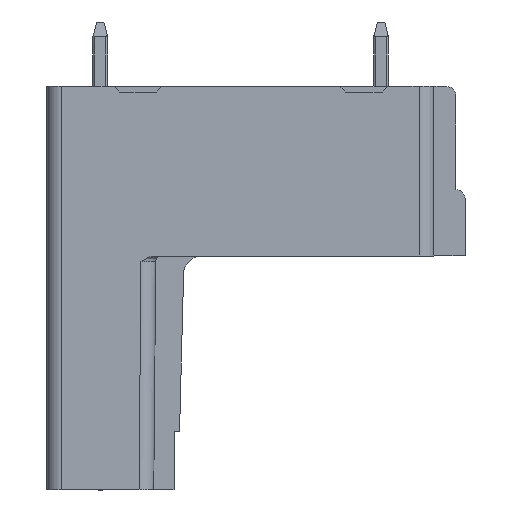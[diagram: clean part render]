
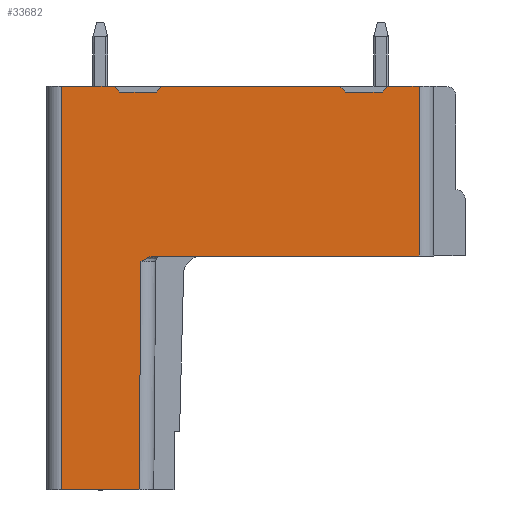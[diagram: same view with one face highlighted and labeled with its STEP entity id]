
A CAD part, left-side view. The second image highlights one B-rep face of the part: STEP entity #33682.
In plain terms, the highlighted planar face has unit normal (-1, 0, 0).
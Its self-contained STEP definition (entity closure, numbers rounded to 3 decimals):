
#517=CARTESIAN_POINT('',(-40.9,5.537,
0.));
#1473=DIRECTION('',(0.,1.,0.));
#1474=VECTOR('',#1473,2.85);
#1475=CARTESIAN_POINT('',(-40.9,7.75,9.2));
#1476=LINE('',#1475,#1474);
#4938=DIRECTION('',(0.,1.,0.));
#4939=VECTOR('',#4938,14.337);
#4940=CARTESIAN_POINT('',(-40.9,-8.8,
0.));
#4941=LINE('',#4940,#4939);
#4942=CARTESIAN_POINT('',(-40.9,5.537,
0.));
#4943=CARTESIAN_POINT('',(-40.9,5.563,
0.));
#4944=CARTESIAN_POINT('',(-40.9,5.618,
-0.002));
#4945=CARTESIAN_POINT('',(-40.9,5.71,
-0.018));
#4946=CARTESIAN_POINT('',(-40.9,5.81,
-0.046));
#4947=CARTESIAN_POINT('',(-40.9,5.918,
-0.089));
#4948=CARTESIAN_POINT('',(-40.9,6.033,
-0.146));
#4949=CARTESIAN_POINT('',(-40.9,6.157,
-0.216));
#4950=CARTESIAN_POINT('',(-40.9,6.245,
-0.271));
#4951=CARTESIAN_POINT('',(-40.9,6.292,
-0.3));
#4953=DIRECTION('',(0.,0.009,-1.));
#4954=VECTOR('',#4953,12.4);
#4955=CARTESIAN_POINT('',(-40.9,6.292,
-0.3));
#4956=LINE('',#4955,#4954);
#4957=DIRECTION('',(0.,1.,0.));
#4958=VECTOR('',#4957,4.2);
#4959=CARTESIAN_POINT('',(-40.9,6.4,-12.7));
#4960=LINE('',#4959,#4958);
#4961=DIRECTION('',(0.,-0.707,-0.707));
#4962=VECTOR('',#4961,0.424);
#4963=CARTESIAN_POINT('',(-40.9,7.75,9.2));
#4964=LINE('',#4963,#4962);
#4965=DIRECTION('',(0.,-0.707,0.707));
#4966=VECTOR('',#4965,0.424);
#4967=CARTESIAN_POINT('',(-40.9,5.45,8.9));
#4968=LINE('',#4967,#4966);
#4969=DIRECTION('',(0.,-1.,0.));
#4970=VECTOR('',#4969,9.65);
#4971=CARTESIAN_POINT('',(-40.9,5.15,9.2));
#4972=LINE('',#4971,#4970);
#4973=DIRECTION('',(0.,-0.707,-0.707));
#4974=VECTOR('',#4973,0.424);
#4975=CARTESIAN_POINT('',(-40.9,-4.5,9.2));
#4976=LINE('',#4975,#4974);
#4977=DIRECTION('',(0.,-0.707,0.707));
#4978=VECTOR('',#4977,0.424);
#4979=CARTESIAN_POINT('',(-40.9,-6.8,8.9));
#4980=LINE('',#4979,#4978);
#4981=DIRECTION('',(0.,-1.,0.));
#4982=VECTOR('',#4981,1.7);
#4983=CARTESIAN_POINT('',(-40.9,-7.1,9.2));
#4984=LINE('',#4983,#4982);
#4985=DIRECTION('',(0.,0.,-1.));
#4986=VECTOR('',#4985,9.2);
#4987=CARTESIAN_POINT('',(-40.9,-8.8,9.2));
#4988=LINE('',#4987,#4986);
#5892=DIRECTION('',(0.,1.,0.));
#5893=VECTOR('',#5892,2.);
#5894=CARTESIAN_POINT('',(-40.9,5.45,8.9));
#5895=LINE('',#5894,#5893);
#14196=DIRECTION('',(0.,0.,-1.));
#14197=VECTOR('',#14196,21.9);
#14198=CARTESIAN_POINT('',(-40.9,10.6,9.2));
#14199=LINE('',#14198,#14197);
#14332=DIRECTION('',(0.,1.,0.));
#14333=VECTOR('',#14332,2.);
#14334=CARTESIAN_POINT('',(-40.9,-6.8,8.9));
#14335=LINE('',#14334,#14333);
#22588=VERTEX_POINT('',#517);
#22589=CARTESIAN_POINT('',(-40.9,-8.8,
0.));
#22590=VERTEX_POINT('',#22589);
#22751=CARTESIAN_POINT('',(-40.9,-8.8,9.2));
#22752=VERTEX_POINT('',#22751);
#22753=CARTESIAN_POINT('',(-40.9,-7.1,9.2));
#22754=VERTEX_POINT('',#22753);
#22759=CARTESIAN_POINT('',(-40.9,-4.5,9.2));
#22760=VERTEX_POINT('',#22759);
#22761=CARTESIAN_POINT('',(-40.9,5.15,9.2));
#22762=VERTEX_POINT('',#22761);
#22771=CARTESIAN_POINT('',(-40.9,7.75,9.2));
#22772=VERTEX_POINT('',#22771);
#22773=CARTESIAN_POINT('',(-40.9,10.6,9.2));
#22774=VERTEX_POINT('',#22773);
#22854=VERTEX_POINT('',#4951);
#22855=CARTESIAN_POINT('',(-40.9,6.4,-12.7));
#22856=VERTEX_POINT('',#22855);
#22857=CARTESIAN_POINT('',(-40.9,10.6,-12.7));
#22858=VERTEX_POINT('',#22857);
#22859=CARTESIAN_POINT('',(-40.9,7.45,8.9));
#22860=VERTEX_POINT('',#22859);
#22861=CARTESIAN_POINT('',(-40.9,5.45,8.9));
#22862=VERTEX_POINT('',#22861);
#22863=CARTESIAN_POINT('',(-40.9,-4.8,8.9));
#22864=VERTEX_POINT('',#22863);
#22865=CARTESIAN_POINT('',(-40.9,-6.8,8.9));
#22866=VERTEX_POINT('',#22865);
#33650=CARTESIAN_POINT('',(-40.9,5.192,-0.3));
#33651=DIRECTION('',(-1.,0.,0.));
#33652=DIRECTION('',(0.,-1.,0.));
#33653=AXIS2_PLACEMENT_3D('',#33650,#33651,#33652);
#33654=PLANE('',#33653);
#33655=ORIENTED_EDGE('',*,*,#27758,.T.);
#33657=ORIENTED_EDGE('',*,*,#33656,.T.);
#33659=ORIENTED_EDGE('',*,*,#33658,.T.);
#33661=ORIENTED_EDGE('',*,*,#33660,.T.);
#33663=ORIENTED_EDGE('',*,*,#33662,.F.);
#33664=ORIENTED_EDGE('',*,*,#28470,.F.);
#33666=ORIENTED_EDGE('',*,*,#33665,.T.);
#33668=ORIENTED_EDGE('',*,*,#33667,.F.);
#33670=ORIENTED_EDGE('',*,*,#33669,.T.);
#33671=ORIENTED_EDGE('',*,*,#28454,.T.);
#33673=ORIENTED_EDGE('',*,*,#33672,.T.);
#33675=ORIENTED_EDGE('',*,*,#33674,.F.);
#33677=ORIENTED_EDGE('',*,*,#33676,.T.);
#33678=ORIENTED_EDGE('',*,*,#28445,.T.);
#33679=ORIENTED_EDGE('',*,*,#33643,.T.);
#33680=EDGE_LOOP('',(#33655,#33657,#33659,#33661,#33663,#33664,#33666,#33668,
#33670,#33671,#33673,#33675,#33677,#33678,#33679));
#33681=FACE_OUTER_BOUND('',#33680,.F.);
#33682=ADVANCED_FACE('',(#33681),#33654,.T.);
#4952=B_SPLINE_CURVE_WITH_KNOTS('',3,(#4942,#4943,#4944,#4945,#4946,#4947,#4948,
#4949,#4950,#4951),.UNSPECIFIED.,.F.,.F.,(4,1,1,1,1,1,1,4),(0.,
0.143,0.286,0.429,0.571,
0.714,0.857,1.),.UNSPECIFIED.);
#27758=EDGE_CURVE('',#22590,#22588,#4941,.T.);
#28445=EDGE_CURVE('',#22754,#22752,#4984,.T.);
#28454=EDGE_CURVE('',#22762,#22760,#4972,.T.);
#28470=EDGE_CURVE('',#22772,#22774,#1476,.T.);
#33643=EDGE_CURVE('',#22752,#22590,#4988,.T.);
#33656=EDGE_CURVE('',#22588,#22854,#4952,.T.);
#33658=EDGE_CURVE('',#22854,#22856,#4956,.T.);
#33660=EDGE_CURVE('',#22856,#22858,#4960,.T.);
#33662=EDGE_CURVE('',#22774,#22858,#14199,.T.);
#33665=EDGE_CURVE('',#22772,#22860,#4964,.T.);
#33667=EDGE_CURVE('',#22862,#22860,#5895,.T.);
#33669=EDGE_CURVE('',#22862,#22762,#4968,.T.);
#33672=EDGE_CURVE('',#22760,#22864,#4976,.T.);
#33674=EDGE_CURVE('',#22866,#22864,#14335,.T.);
#33676=EDGE_CURVE('',#22866,#22754,#4980,.T.);
